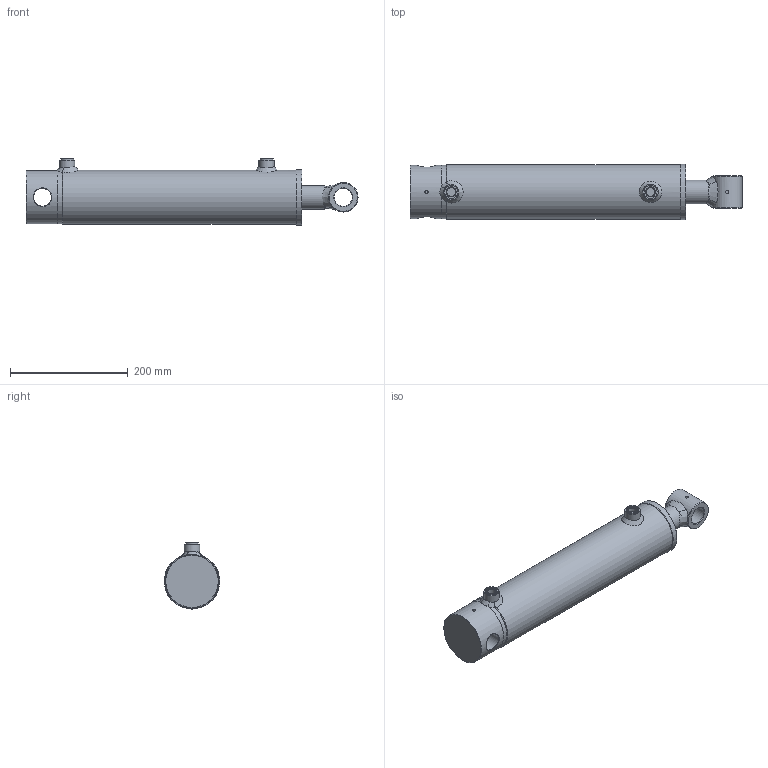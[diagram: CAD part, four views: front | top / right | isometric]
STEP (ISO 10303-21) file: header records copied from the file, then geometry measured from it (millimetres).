
FILE_DESCRIPTION( ( 'Unknown' ), '1' );
FILE_NAME( 'HFR2S0800400300.stp', 'Unknown', ( 'Unknown' ), ( 'Unknown' ), 'PSStep 17.0.49', 'Unknown', ' ' );
FILE_SCHEMA( ( 'AUTOMOTIVE_DESIGN { 1 0 10303 214 1 1 1 1 }' ) );
Length unit declared in the file: millimetre
Products named in the file (23): CTBF080M27; CG09508040; STF2R0800600300-oa5; Saldatura d'angolo 1-oa3; MAT_PRIMA_TUBO_FT09208000-oa4; CBS0600000; Assem1; CFHR080030060; CBF1030050055; APG0600000; Saldatura d'angolo 1-oa0; Saldatura con preparazione 1-oa1; Saldatura d'angolo 2-oa2; SBF2R400800300; AVG3006080
Assembly tree (16 placements, depth 3):
  Saldatura d'angolo 1-oa3
  Saldatura d'angolo 1-oa3
  Assem1
    CFHR080030060
    CBS0600000
    CBF1030050055
    APG0600000  x2
    Saldatura con preparazione 1-oa1
    Saldatura con preparazione 1-oa1
    SBF2R400800300
    AVG3006080
    CG09508040
      CG09508040
    CTBF080M27
      CTBF080M27
    STF2R0800600300-oa5
      MAT_PRIMA_TUBO_FT09208000-oa4
      CBS0600000
  Saldatura d'angolo 1-oa0
  Saldatura d'angolo 1-oa0
Bounding box: 563 x 94 x 112 mm (x, y, z)
Volume: 1959225.2 mm3; surface area: 426928.4 mm2
Topology: 21 solids, 21 shells, 267 faces, 547 edges, 334 vertices
Faces by surface type: plane 68, cylinder 61, bspline 56, torus 42, cone 40
Full cylindrical faces by diameter (mm): 5.5 x2, 6 x3, 7 x2, 8 x2, 14.95 x2, 16 x3, 16.6 x2, 22 x2, 25 x1, 26 x2, 27 x1, 28 x3, 30.25 x2, 34.2 x1, 40 x5, 43 x3, 48.6 x1, 50 x2, 65 x1, 75 x1, 76 x2, 78.5 x2, 79.9 x1, 80 x1, 80.3 x1, 80.5 x1, 80.6 x1, 81 x1, 82 x3, 82.835 x1
Entity records: 14471 total; most frequent: CARTESIAN_POINT 8091, DIRECTION 794, ORIENTED_EDGE 656, EDGE_LOOP 436, AXIS2_PLACEMENT_3D 388, FACE_OUTER_BOUND 354, EDGE_CURVE 328, VERTEX_POINT 272
